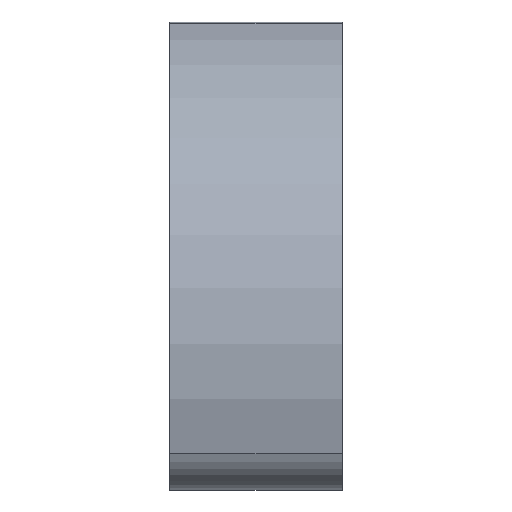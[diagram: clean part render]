
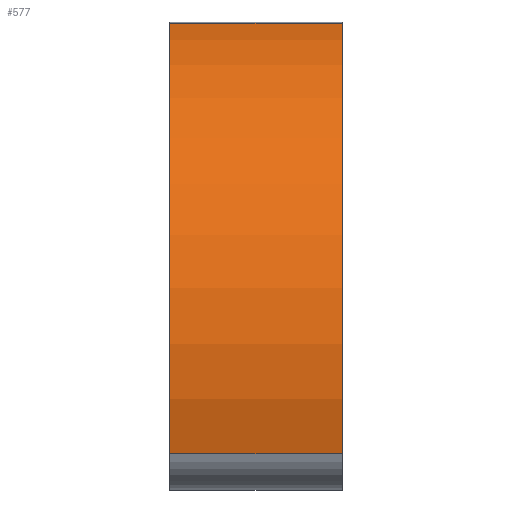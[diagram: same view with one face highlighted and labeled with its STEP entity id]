
A CAD part, top view. The second image highlights one B-rep face of the part: STEP entity #577.
In plain terms, the highlighted cylindrical face has radius 20 mm (diameter 40 mm), a partial arc.
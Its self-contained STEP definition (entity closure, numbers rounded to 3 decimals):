
#25 = DIRECTION ( 'NONE',  ( 0., 0., -1. ) ) ;
#81 = ORIENTED_EDGE ( 'NONE', *, *, #510, .T. ) ;
#121 = CARTESIAN_POINT ( 'NONE',  ( -4.35, 19.489, 4.493 ) ) ;
#127 = AXIS2_PLACEMENT_3D ( 'NONE', #620, #1095, #25 ) ;
#149 = CARTESIAN_POINT ( 'NONE',  ( 5.8, -5.853, 19.124 ) ) ;
#190 = CIRCLE ( 'NONE', #968, 20. ) ;
#195 = CARTESIAN_POINT ( 'NONE',  ( 5.8, 19.489, 4.493 ) ) ;
#202 = DIRECTION ( 'NONE',  ( 1., 0., 0. ) ) ;
#315 = EDGE_CURVE ( 'NONE', #1126, #388, #1093, .T. ) ;
#369 = EDGE_CURVE ( 'NONE', #683, #1218, #190, .T. ) ;
#388 = VERTEX_POINT ( 'NONE', #149 ) ;
#447 = FACE_OUTER_BOUND ( 'NONE', #999, .T. ) ;
#450 = VECTOR ( 'NONE', #1062, 1000. ) ;
#483 = LINE ( 'NONE', #496, #450 ) ;
#496 = CARTESIAN_POINT ( 'NONE',  ( -12.352, -5.853, 19.124 ) ) ;
#510 = EDGE_CURVE ( 'NONE', #1218, #388, #483, .T. ) ;
#519 = CARTESIAN_POINT ( 'NONE',  ( -4.35, 0., 0. ) ) ;
#577 = ADVANCED_FACE ( 'NONE', ( #447 ), #995, .T. ) ;
#588 = AXIS2_PLACEMENT_3D ( 'NONE', #976, #1167, #1080 ) ;
#599 = ORIENTED_EDGE ( 'NONE', *, *, #315, .F. ) ;
#609 = DIRECTION ( 'NONE',  ( 0., 0., 1. ) ) ;
#620 = CARTESIAN_POINT ( 'NONE',  ( -12.352, 0., 0. ) ) ;
#667 = CARTESIAN_POINT ( 'NONE',  ( -4.35, -5.853, 19.124 ) ) ;
#683 = VERTEX_POINT ( 'NONE', #121 ) ;
#689 = VECTOR ( 'NONE', #847, 1000. ) ;
#847 = DIRECTION ( 'NONE',  ( 1., 0., 0. ) ) ;
#931 = LINE ( 'NONE', #1144, #689 ) ;
#940 = EDGE_CURVE ( 'NONE', #683, #1126, #931, .T. ) ;
#968 = AXIS2_PLACEMENT_3D ( 'NONE', #519, #202, #609 ) ;
#976 = CARTESIAN_POINT ( 'NONE',  ( 5.8, 0., 0. ) ) ;
#995 = CYLINDRICAL_SURFACE ( 'NONE', #127, 20. ) ;
#999 = EDGE_LOOP ( 'NONE', ( #1041, #1082, #81, #599 ) ) ;
#1041 = ORIENTED_EDGE ( 'NONE', *, *, #940, .F. ) ;
#1062 = DIRECTION ( 'NONE',  ( 1., 0., 0. ) ) ;
#1080 = DIRECTION ( 'NONE',  ( 0., 0., -1. ) ) ;
#1082 = ORIENTED_EDGE ( 'NONE', *, *, #369, .T. ) ;
#1093 = CIRCLE ( 'NONE', #588, 20. ) ;
#1095 = DIRECTION ( 'NONE',  ( 1., 0., 0. ) ) ;
#1126 = VERTEX_POINT ( 'NONE', #195 ) ;
#1144 = CARTESIAN_POINT ( 'NONE',  ( -12.352, 19.489, 4.493 ) ) ;
#1167 = DIRECTION ( 'NONE',  ( 1., 0., 0. ) ) ;
#1218 = VERTEX_POINT ( 'NONE', #667 ) ;
